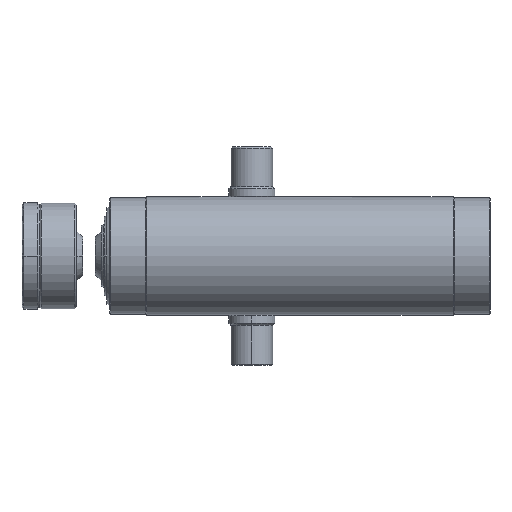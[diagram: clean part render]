
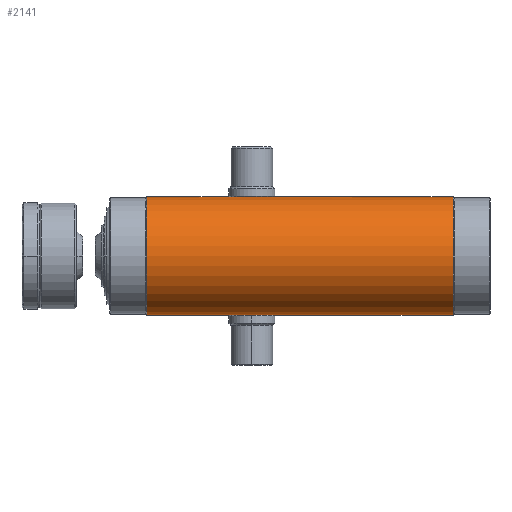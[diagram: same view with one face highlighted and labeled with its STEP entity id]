
A CAD part, left-side view. The second image highlights one B-rep face of the part: STEP entity #2141.
In plain terms, the highlighted cylindrical face has radius 64 mm (diameter 128 mm), a partial arc.
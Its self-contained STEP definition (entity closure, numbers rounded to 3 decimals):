
#112 = CARTESIAN_POINT ( 'NONE',  ( -4.524, 261.962, 63.841 ) ) ;
#266 = CARTESIAN_POINT ( 'NONE',  ( -2.117, 252.382, 63.965 ) ) ;
#372 = CARTESIAN_POINT ( 'NONE',  ( -1.929, 252.315, 63.971 ) ) ;
#765 = DIRECTION ( 'NONE',  ( 0., 0., -1. ) ) ;
#792 = CARTESIAN_POINT ( 'NONE',  ( -5.469, 260.476, 63.766 ) ) ;
#807 = CARTESIAN_POINT ( 'NONE',  ( 0., 264., 64. ) ) ;
#851 = VECTOR ( 'NONE', #4614, 1000. ) ;
#944 = AXIS2_PLACEMENT_3D ( 'NONE', #6225, #4518, #8585 ) ;
#1142 = DIRECTION ( 'NONE',  ( 0., -1., 0. ) ) ;
#1160 = CARTESIAN_POINT ( 'NONE',  ( -5.798, 256.443, 63.737 ) ) ;
#1205 = CARTESIAN_POINT ( 'NONE',  ( -1.552, 252.201, 63.981 ) ) ;
#1382 = DIRECTION ( 'NONE',  ( 0., -1., 0. ) ) ;
#1414 = EDGE_CURVE ( 'NONE', #9449, #5391, #1810, .T. ) ;
#1605 = CARTESIAN_POINT ( 'NONE',  ( 0., 264., 64. ) ) ;
#1665 = CARTESIAN_POINT ( 'NONE',  ( -5.097, 261.171, 63.797 ) ) ;
#1778 = CARTESIAN_POINT ( 'NONE',  ( -0.392, 264., 64. ) ) ;
#1810 = LINE ( 'NONE', #3533, #851 ) ;
#1868 = ORIENTED_EDGE ( 'NONE', *, *, #2173, .T. ) ;
#1878 = CARTESIAN_POINT ( 'NONE',  ( -5.384, 255.345, 63.773 ) ) ;
#2141 = ADVANCED_FACE ( 'NONE', ( #10032 ), #6974, .T. ) ;
#2157 = LINE ( 'NONE', #10083, #9217 ) ;
#2173 = EDGE_CURVE ( 'NONE', #5552, #5411, #2157, .T. ) ;
#2309 = VECTOR ( 'NONE', #1142, 1000. ) ;
#2510 = CARTESIAN_POINT ( 'NONE',  ( -1.559, 263.807, 63.982 ) ) ;
#2612 = CARTESIAN_POINT ( 'NONE',  ( -2.658, 263.383, 63.945 ) ) ;
#2623 = CARTESIAN_POINT ( 'NONE',  ( 0., 252., 64. ) ) ;
#2775 = ORIENTED_EDGE ( 'NONE', *, *, #4846, .T. ) ;
#3073 = ORIENTED_EDGE ( 'NONE', *, *, #9709, .F. ) ;
#3302 = CIRCLE ( 'NONE', #6406, 64. ) ;
#3467 = CARTESIAN_POINT ( 'NONE',  ( 0., 252., 64. ) ) ;
#3533 = CARTESIAN_POINT ( 'NONE',  ( 0., -30.734, 64. ) ) ;
#3928 = CARTESIAN_POINT ( 'NONE',  ( -5.198, 261.003, 63.789 ) ) ;
#3978 = CARTESIAN_POINT ( 'NONE',  ( -6., 258.389, 63.718 ) ) ;
#4030 = CARTESIAN_POINT ( 'NONE',  ( -0.789, 263.961, 63.996 ) ) ;
#4062 = CIRCLE ( 'NONE', #944, 64. ) ;
#4194 = CARTESIAN_POINT ( 'NONE',  ( -5.846, 256.636, 63.732 ) ) ;
#4294 = CARTESIAN_POINT ( 'NONE',  ( -5.684, 256.067, 63.747 ) ) ;
#4337 = CARTESIAN_POINT ( 'NONE',  ( -3.658, 253.228, 63.896 ) ) ;
#4379 = CARTESIAN_POINT ( 'NONE',  ( -5.551, 255.699, 63.759 ) ) ;
#4518 = DIRECTION ( 'NONE',  ( 0., -1., 0. ) ) ;
#4582 = VERTEX_POINT ( 'NONE', #8816 ) ;
#4614 = DIRECTION ( 'NONE',  ( 0., -1., 0. ) ) ;
#4699 = CARTESIAN_POINT ( 'NONE',  ( -3.963, 262.522, 63.878 ) ) ;
#4751 = CARTESIAN_POINT ( 'NONE',  ( -5.961, 258.787, 63.722 ) ) ;
#4808 = CARTESIAN_POINT ( 'NONE',  ( -6., 257.606, 63.718 ) ) ;
#4845 = DIRECTION ( 'NONE',  ( 0., 0., -1. ) ) ;
#4846 = EDGE_CURVE ( 'NONE', #4582, #5552, #4062, .T. ) ;
#4974 = CARTESIAN_POINT ( 'NONE',  ( -5.199, 254.999, 63.789 ) ) ;
#5004 = DIRECTION ( 'NONE',  ( 0., -1., 0. ) ) ;
#5020 = EDGE_CURVE ( 'NONE', #5391, #5411, #3302, .T. ) ;
#5065 = CARTESIAN_POINT ( 'NONE',  ( -4.768, 254.336, 63.823 ) ) ;
#5153 = EDGE_CURVE ( 'NONE', #4582, #9374, #9688, .T. ) ;
#5391 = VERTEX_POINT ( 'NONE', #7757 ) ;
#5411 = VERTEX_POINT ( 'NONE', #6156 ) ;
#5530 = CARTESIAN_POINT ( 'NONE',  ( -5.808, 259.557, 63.736 ) ) ;
#5552 = VERTEX_POINT ( 'NONE', #7248 ) ;
#5590 = CARTESIAN_POINT ( 'NONE',  ( -1.933, 263.694, 63.972 ) ) ;
#5643 = CARTESIAN_POINT ( 'NONE',  ( -5.962, 257.217, 63.722 ) ) ;
#5744 = CARTESIAN_POINT ( 'NONE',  ( -3.661, 262.77, 63.896 ) ) ;
#5910 = EDGE_LOOP ( 'NONE', ( #6792, #2775, #1868, #8700, #7302, #3073 ) ) ;
#5953 = AXIS2_PLACEMENT_3D ( 'NONE', #6220, #7802, #765 ) ;
#6156 = CARTESIAN_POINT ( 'NONE',  ( 0., 40., -64. ) ) ;
#6220 = CARTESIAN_POINT ( 'NONE',  ( 0., -30.734, 0. ) ) ;
#6225 = CARTESIAN_POINT ( 'NONE',  ( 0., 372., 0. ) ) ;
#6294 = CARTESIAN_POINT ( 'NONE',  ( -3.173, 263.096, 63.921 ) ) ;
#6394 = CARTESIAN_POINT ( 'NONE',  ( -4.772, 261.658, 63.822 ) ) ;
#6406 = AXIS2_PLACEMENT_3D ( 'NONE', #7360, #5004, #4845 ) ;
#6792 = ORIENTED_EDGE ( 'NONE', *, *, #5153, .F. ) ;
#6974 = CYLINDRICAL_SURFACE ( 'NONE', #5953, 64. ) ;
#7248 = CARTESIAN_POINT ( 'NONE',  ( 0., 372., -64. ) ) ;
#7302 = ORIENTED_EDGE ( 'NONE', *, *, #1414, .F. ) ;
#7323 = CARTESIAN_POINT ( 'NONE',  ( -2.661, 252.608, 63.946 ) ) ;
#7360 = CARTESIAN_POINT ( 'NONE',  ( 0., 40., 0. ) ) ;
#7427 = CARTESIAN_POINT ( 'NONE',  ( -4.52, 254.035, 63.841 ) ) ;
#7466 = CARTESIAN_POINT ( 'NONE',  ( -1.362, 252.153, 63.986 ) ) ;
#7552 = CARTESIAN_POINT ( 'NONE',  ( 0., -30.734, 64. ) ) ;
#7757 = CARTESIAN_POINT ( 'NONE',  ( 0., 40., 64. ) ) ;
#7802 = DIRECTION ( 'NONE',  ( 0., -1., 0. ) ) ;
#7827 = CARTESIAN_POINT ( 'NONE',  ( -5.384, 260.656, 63.773 ) ) ;
#8183 = B_SPLINE_CURVE_WITH_KNOTS ( 'NONE', 3,
 ( #1605, #1778, #4030, #2510, #5590, #9649, #2612, #8712, #6294, #5744, #4699, #112, #6394, #1665, #3928, #7827, #792, #9539, #5530, #4751, #3978, #4808, #5643, #4194, #1160, #4294, #4379, #1878, #4974, #9894, #5065, #7427, #8244, #4337, #8193, #7323, #266, #372, #1205, #7466, #9794, #9705, #3467 ),
 .UNSPECIFIED., .F., .F.,
 ( 4, 2, 2, 2, 2, 2, 2, 2, 2, 2, 2, 2, 2, 1, 2, 2, 2, 2, 2, 2, 2, 4 ),
 ( 0.009, 0.011, 0.012, 0.012, 0.013, 0.014, 0.015, 0.016, 0.016, 0.018, 0.019, 0.02, 0.021, 0.021, 0.022, 0.022, 0.023, 0.025, 0.026, 0.026, 0.027, 0.028 ),
 .UNSPECIFIED. ) ;
#8193 = CARTESIAN_POINT ( 'NONE',  ( -3.006, 252.792, 63.93 ) ) ;
#8244 = CARTESIAN_POINT ( 'NONE',  ( -3.967, 253.481, 63.878 ) ) ;
#8585 = DIRECTION ( 'NONE',  ( 0., 0., -1. ) ) ;
#8700 = ORIENTED_EDGE ( 'NONE', *, *, #5020, .F. ) ;
#8712 = CARTESIAN_POINT ( 'NONE',  ( -3.005, 263.197, 63.93 ) ) ;
#8816 = CARTESIAN_POINT ( 'NONE',  ( 0., 372., 64. ) ) ;
#9217 = VECTOR ( 'NONE', #1382, 1000. ) ;
#9374 = VERTEX_POINT ( 'NONE', #807 ) ;
#9449 = VERTEX_POINT ( 'NONE', #2623 ) ;
#9539 = CARTESIAN_POINT ( 'NONE',  ( -5.694, 259.931, 63.746 ) ) ;
#9649 = CARTESIAN_POINT ( 'NONE',  ( -2.478, 263.468, 63.952 ) ) ;
#9688 = LINE ( 'NONE', #7552, #2309 ) ;
#9705 = CARTESIAN_POINT ( 'NONE',  ( -0.396, 252., 64. ) ) ;
#9709 = EDGE_CURVE ( 'NONE', #9374, #9449, #8183, .T. ) ;
#9794 = CARTESIAN_POINT ( 'NONE',  ( -0.786, 252.039, 63.996 ) ) ;
#9894 = CARTESIAN_POINT ( 'NONE',  ( -5.097, 254.829, 63.797 ) ) ;
#10032 = FACE_OUTER_BOUND ( 'NONE', #5910, .T. ) ;
#10083 = CARTESIAN_POINT ( 'NONE',  ( 0., -30.734, -64. ) ) ;
